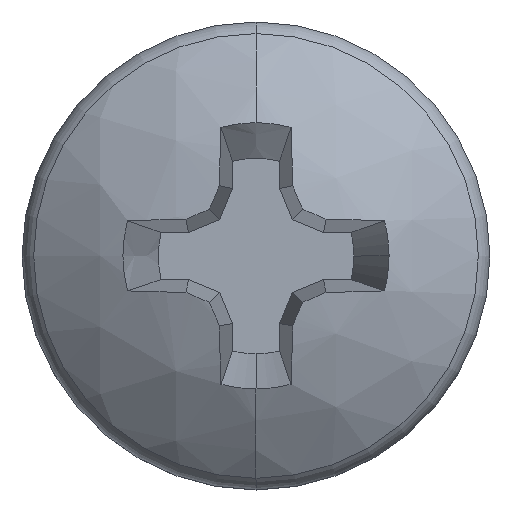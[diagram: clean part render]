
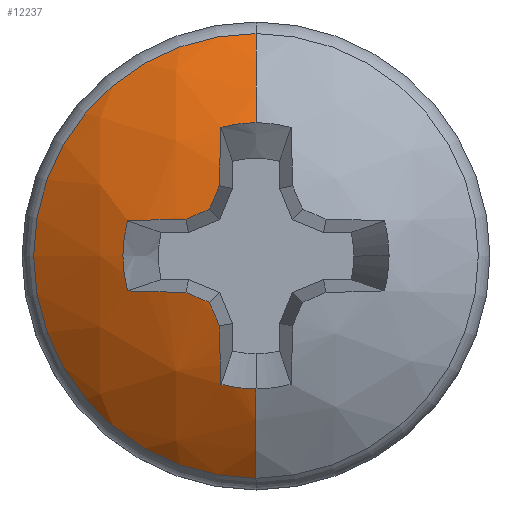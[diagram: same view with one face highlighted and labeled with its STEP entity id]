
A CAD part, top view. The second image highlights one B-rep face of the part: STEP entity #12237.
In plain terms, the highlighted spherical face has radius 3.625 mm.
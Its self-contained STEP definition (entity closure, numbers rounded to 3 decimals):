
#161 = CARTESIAN_POINT ( 'NONE',  ( 0., -1.422, 21.709 ) ) ;
#246 = CARTESIAN_POINT ( 'NONE',  ( -0.748, -0.391, 21.9 ) ) ;
#277 = CARTESIAN_POINT ( 'NONE',  ( 0., 1.422, 21.709 ) ) ;
#314 = CARTESIAN_POINT ( 'NONE',  ( -0.748, 0.391, 21.9 ) ) ;
#366 = CARTESIAN_POINT ( 'NONE',  ( -0.375, 1.372, 21.709 ) ) ;
#371 = CARTESIAN_POINT ( 'NONE',  ( -0.498, 0.498, 21.931 ) ) ;
#372 = CARTESIAN_POINT ( 'NONE',  ( -0.391, 0.748, 21.9 ) ) ;
#422 = CARTESIAN_POINT ( 'NONE',  ( 0., 2.376, 21.113 ) ) ;
#466 = CARTESIAN_POINT ( 'NONE',  ( -0.375, -1.372, 21.709 ) ) ;
#476 = CARTESIAN_POINT ( 'NONE',  ( -1.372, -0.375, 21.709 ) ) ;
#482 = CARTESIAN_POINT ( 'NONE',  ( -0.498, -0.498, 21.931 ) ) ;
#489 = CARTESIAN_POINT ( 'NONE',  ( -1.372, 0.375, 21.709 ) ) ;
#2055 = VERTEX_POINT ( 'NONE', #489 ) ;
#2060 = VERTEX_POINT ( 'NONE', #482 ) ;
#2065 = VERTEX_POINT ( 'NONE', #476 ) ;
#2075 = VERTEX_POINT ( 'NONE', #466 ) ;
#2119 = VERTEX_POINT ( 'NONE', #422 ) ;
#2169 = VERTEX_POINT ( 'NONE', #372 ) ;
#2170 = VERTEX_POINT ( 'NONE', #371 ) ;
#2175 = VERTEX_POINT ( 'NONE', #366 ) ;
#2227 = VERTEX_POINT ( 'NONE', #314 ) ;
#2280 = DIRECTION ( 'NONE',  ( -0.924, 0.383, 0. ) ) ;
#2281 = DIRECTION ( 'NONE',  ( 0.381, 0.92, 0.087 ) ) ;
#2282 = CARTESIAN_POINT ( 'NONE',  ( -0.129, -0.311, 18.346 ) ) ;
#2768 = DIRECTION ( 'NONE',  ( 0.383, 0.924, 0. ) ) ;
#2770 = DIRECTION ( 'NONE',  ( 0.92, -0.381, 0.087 ) ) ;
#2772 = CARTESIAN_POINT ( 'NONE',  ( -0.311, 0.129, 18.346 ) ) ;
#2902 = CARTESIAN_POINT ( 'NONE',  ( -0.082, 0., 18.368 ) ) ;
#2948 = DIRECTION ( 'NONE',  ( 0., 0., -1. ) ) ;
#2952 = DIRECTION ( 'NONE',  ( 1., 0., 0. ) ) ;
#3071 = DIRECTION ( 'NONE',  ( 0.087, 0., -0.996 ) ) ;
#3073 = DIRECTION ( 'NONE',  ( 0.996, 0., 0.087 ) ) ;
#3128 = CARTESIAN_POINT ( 'NONE',  ( 0., 0., 18.375 ) ) ;
#3543 = CIRCLE ( 'NONE', #7720, 1.422 ) ;
#3556 = CIRCLE ( 'NONE', #7721, 3.624 ) ;
#3557 = CIRCLE ( 'NONE', #7722, 3.625 ) ;
#3561 = CIRCLE ( 'NONE', #7725, 1.422 ) ;
#3668 = SPHERICAL_SURFACE ( 'NONE', #7772, 3.625 ) ;
#3669 = FACE_OUTER_BOUND ( 'NONE', #5755, .T. ) ;
#4108 = CIRCLE ( 'NONE', #7996, 3.624 ) ;
#4142 = CIRCLE ( 'NONE', #11353, 3.609 ) ;
#4190 = CIRCLE ( 'NONE', #11354, 1.422 ) ;
#4803 = CIRCLE ( 'NONE', #12624, 3.609 ) ;
#4817 = CIRCLE ( 'NONE', #7686, 3.624 ) ;
#4820 = CIRCLE ( 'NONE', #7687, 3.625 ) ;
#4864 = CIRCLE ( 'NONE', #7692, 3.609 ) ;
#4890 = CIRCLE ( 'NONE', #7693, 3.624 ) ;
#4905 = CIRCLE ( 'NONE', #7695, 2.376 ) ;
#4933 = CIRCLE ( 'NONE', #7696, 3.609 ) ;
#5225 = DIRECTION ( 'NONE',  ( 0., -1., 0. ) ) ;
#5244 = CARTESIAN_POINT ( 'NONE',  ( 0., 0.082, 18.368 ) ) ;
#5258 = DIRECTION ( 'NONE',  ( 0., -0.087, -0.996 ) ) ;
#5262 = DIRECTION ( 'NONE',  ( 0., -0.996, 0.087 ) ) ;
#5333 = DIRECTION ( 'NONE',  ( 0., 0., 1. ) ) ;
#5334 = CARTESIAN_POINT ( 'NONE',  ( 0., 0., 21.113 ) ) ;
#5488 = DIRECTION ( 'NONE',  ( -0.383, 0.924, 0. ) ) ;
#5489 = DIRECTION ( 'NONE',  ( 0.92, 0.381, 0.087 ) ) ;
#5490 = CARTESIAN_POINT ( 'NONE',  ( -0.311, -0.129, 18.346 ) ) ;
#5678 = VERTEX_POINT ( 'NONE', #277 ) ;
#5755 = EDGE_LOOP ( 'NONE', ( #9484, #9481, #9479, #9477, #9473, #9444, #9158, #9157, #9156, #9155, #9154, #9153, #9152, #9151 ) ) ;
#5828 = VERTEX_POINT ( 'NONE', #246 ) ;
#6011 = VERTEX_POINT ( 'NONE', #161 ) ;
#6114 = EDGE_CURVE ( 'NONE', #2169, #2170, #4803, .T. ) ;
#6151 = EDGE_CURVE ( 'NONE', #2175, #2169, #4817, .T. ) ;
#6160 = EDGE_CURVE ( 'NONE', #2119, #5678, #4820, .T. ) ;
#6203 = EDGE_CURVE ( 'NONE', #5828, #2060, #4864, .T. ) ;
#6236 = EDGE_CURVE ( 'NONE', #2227, #2055, #4890, .T. ) ;
#6244 = EDGE_CURVE ( 'NONE', #2119, #8986, #4905, .T. ) ;
#6276 = EDGE_CURVE ( 'NONE', #2060, #8943, #4933, .T. ) ;
#6632 = EDGE_CURVE ( 'NONE', #2055, #2065, #3543, .T. ) ;
#6654 = EDGE_CURVE ( 'NONE', #8943, #2075, #3556, .T. ) ;
#6655 = EDGE_CURVE ( 'NONE', #8986, #6011, #3557, .T. ) ;
#6676 = EDGE_CURVE ( 'NONE', #2075, #6011, #3561, .T. ) ;
#7249 = CARTESIAN_POINT ( 'NONE',  ( 0., -0.082, 18.368 ) ) ;
#7250 = DIRECTION ( 'NONE',  ( 0., 0.996, 0.087 ) ) ;
#7251 = DIRECTION ( 'NONE',  ( 0., -0.087, 0.996 ) ) ;
#7509 = CARTESIAN_POINT ( 'NONE',  ( -0.129, 0.311, 18.346 ) ) ;
#7510 = DIRECTION ( 'NONE',  ( 0.381, -0.92, 0.087 ) ) ;
#7511 = DIRECTION ( 'NONE',  ( 0.924, 0.383, 0. ) ) ;
#7669 = CARTESIAN_POINT ( 'NONE',  ( 0., 0., 21.709 ) ) ;
#7670 = DIRECTION ( 'NONE',  ( 0., 0., 1. ) ) ;
#7671 = DIRECTION ( 'NONE',  ( -1., 0., 0. ) ) ;
#7686 = AXIS2_PLACEMENT_3D ( 'NONE', #2902, #3073, #3071 ) ;
#7687 = AXIS2_PLACEMENT_3D ( 'NONE', #3128, #2952, #2948 ) ;
#7692 = AXIS2_PLACEMENT_3D ( 'NONE', #2282, #2281, #2280 ) ;
#7693 = AXIS2_PLACEMENT_3D ( 'NONE', #5244, #5262, #5258 ) ;
#7695 = AXIS2_PLACEMENT_3D ( 'NONE', #5334, #5333, #5225 ) ;
#7696 = AXIS2_PLACEMENT_3D ( 'NONE', #5490, #5489, #5488 ) ;
#7720 = AXIS2_PLACEMENT_3D ( 'NONE', #8382, #8383, #8384 ) ;
#7721 = AXIS2_PLACEMENT_3D ( 'NONE', #8522, #8523, #8524 ) ;
#7722 = AXIS2_PLACEMENT_3D ( 'NONE', #8527, #8528, #8529 ) ;
#7725 = AXIS2_PLACEMENT_3D ( 'NONE', #8658, #8659, #8660 ) ;
#7772 = AXIS2_PLACEMENT_3D ( 'NONE', #10202, #10201, #10206 ) ;
#7996 = AXIS2_PLACEMENT_3D ( 'NONE', #7249, #7250, #7251 ) ;
#8382 = CARTESIAN_POINT ( 'NONE',  ( 0., 0., 21.709 ) ) ;
#8383 = DIRECTION ( 'NONE',  ( 0., 0., 1. ) ) ;
#8384 = DIRECTION ( 'NONE',  ( -1., 0., 0. ) ) ;
#8522 = CARTESIAN_POINT ( 'NONE',  ( -0.082, 0., 18.368 ) ) ;
#8523 = DIRECTION ( 'NONE',  ( 0.996, 0., 0.087 ) ) ;
#8524 = DIRECTION ( 'NONE',  ( 0.087, 0., -0.996 ) ) ;
#8527 = CARTESIAN_POINT ( 'NONE',  ( 0., 0., 18.375 ) ) ;
#8528 = DIRECTION ( 'NONE',  ( -1., 0., 0. ) ) ;
#8529 = DIRECTION ( 'NONE',  ( 0., -1., 0. ) ) ;
#8658 = CARTESIAN_POINT ( 'NONE',  ( 0., 0., 21.709 ) ) ;
#8659 = DIRECTION ( 'NONE',  ( 0., 0., 1. ) ) ;
#8660 = DIRECTION ( 'NONE',  ( 0., 1., 0. ) ) ;
#8728 = CARTESIAN_POINT ( 'NONE',  ( -0.391, -0.748, 21.9 ) ) ;
#8739 = CARTESIAN_POINT ( 'NONE',  ( 0., -2.376, 21.113 ) ) ;
#8943 = VERTEX_POINT ( 'NONE', #8728 ) ;
#8986 = VERTEX_POINT ( 'NONE', #8739 ) ;
#9151 = ORIENTED_EDGE ( 'NONE', *, *, #6160, .F. ) ;
#9152 = ORIENTED_EDGE ( 'NONE', *, *, #12701, .F. ) ;
#9153 = ORIENTED_EDGE ( 'NONE', *, *, #6151, .F. ) ;
#9154 = ORIENTED_EDGE ( 'NONE', *, *, #6114, .F. ) ;
#9155 = ORIENTED_EDGE ( 'NONE', *, *, #12664, .F. ) ;
#9156 = ORIENTED_EDGE ( 'NONE', *, *, #6236, .F. ) ;
#9157 = ORIENTED_EDGE ( 'NONE', *, *, #6632, .F. ) ;
#9158 = ORIENTED_EDGE ( 'NONE', *, *, #12606, .F. ) ;
#9444 = ORIENTED_EDGE ( 'NONE', *, *, #6203, .F. ) ;
#9473 = ORIENTED_EDGE ( 'NONE', *, *, #6276, .F. ) ;
#9477 = ORIENTED_EDGE ( 'NONE', *, *, #6654, .F. ) ;
#9479 = ORIENTED_EDGE ( 'NONE', *, *, #6676, .F. ) ;
#9481 = ORIENTED_EDGE ( 'NONE', *, *, #6655, .T. ) ;
#9484 = ORIENTED_EDGE ( 'NONE', *, *, #6244, .T. ) ;
#10201 = DIRECTION ( 'NONE',  ( -1., 0., 0. ) ) ;
#10202 = CARTESIAN_POINT ( 'NONE',  ( 0., 0., 18.375 ) ) ;
#10206 = DIRECTION ( 'NONE',  ( 0., 1., 0. ) ) ;
#11353 = AXIS2_PLACEMENT_3D ( 'NONE', #7509, #7510, #7511 ) ;
#11354 = AXIS2_PLACEMENT_3D ( 'NONE', #7669, #7670, #7671 ) ;
#12237 = ADVANCED_FACE ( 'NONE', ( #3669 ), #3668, .T. ) ;
#12606 = EDGE_CURVE ( 'NONE', #2065, #5828, #4108, .T. ) ;
#12624 = AXIS2_PLACEMENT_3D ( 'NONE', #2772, #2770, #2768 ) ;
#12664 = EDGE_CURVE ( 'NONE', #2170, #2227, #4142, .T. ) ;
#12701 = EDGE_CURVE ( 'NONE', #5678, #2175, #4190, .T. ) ;
